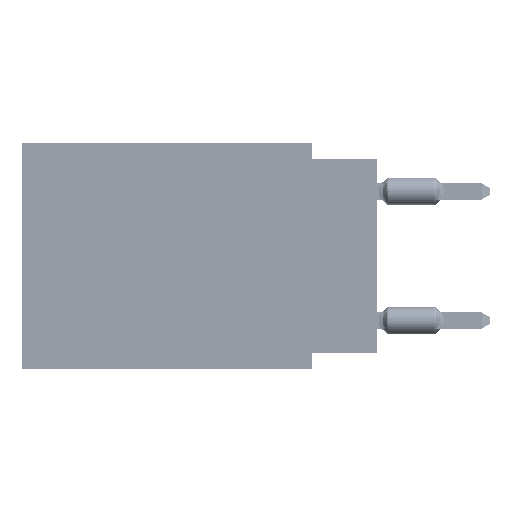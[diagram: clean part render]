
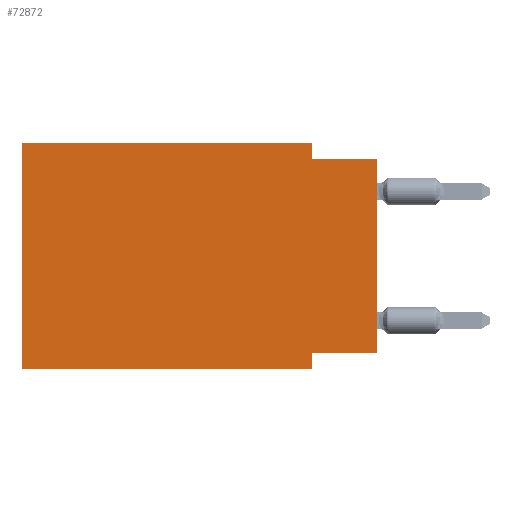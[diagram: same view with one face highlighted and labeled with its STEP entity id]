
A CAD part, left-side view. The second image highlights one B-rep face of the part: STEP entity #72872.
In plain terms, the highlighted planar face has unit normal (-1, 0, 0).
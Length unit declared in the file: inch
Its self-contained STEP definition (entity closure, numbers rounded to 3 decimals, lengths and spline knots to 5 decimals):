
#1546 = CARTESIAN_POINT ( 'NONE',  ( 0., 0.55, -0.35 ) ) ;
#1918 = VERTEX_POINT ( 'NONE', #60451 ) ;
#2000 = VERTEX_POINT ( 'NONE', #42030 ) ;
#2507 = DIRECTION ( 'NONE',  ( 0., -1., 0. ) ) ;
#5577 = CARTESIAN_POINT ( 'NONE',  ( 0., 0., -0.325 ) ) ;
#7489 = ORIENTED_EDGE ( 'NONE', *, *, #36514, .F. ) ;
#9809 = LINE ( 'NONE', #66001, #25204 ) ;
#10410 = VECTOR ( 'NONE', #27796, 39.37008 ) ;
#11327 = VERTEX_POINT ( 'NONE', #1546 ) ;
#12090 = VECTOR ( 'NONE', #46279, 39.37008 ) ;
#12147 = EDGE_CURVE ( 'NONE', #58421, #46713, #12448, .T. ) ;
#12448 = LINE ( 'NONE', #60229, #10410 ) ;
#13125 = LINE ( 'NONE', #71084, #28552 ) ;
#13781 = DIRECTION ( 'NONE',  ( 0., 0., -1. ) ) ;
#14111 = ORIENTED_EDGE ( 'NONE', *, *, #50178, .F. ) ;
#14276 = VECTOR ( 'NONE', #2507, 39.37008 ) ;
#18308 = ORIENTED_EDGE ( 'NONE', *, *, #81034, .F. ) ;
#20279 = LINE ( 'NONE', #57012, #55042 ) ;
#25204 = VECTOR ( 'NONE', #13781, 39.37008 ) ;
#25855 = VECTOR ( 'NONE', #65830, 39.37008 ) ;
#27796 = DIRECTION ( 'NONE',  ( 0., 0., 1. ) ) ;
#28552 = VECTOR ( 'NONE', #45031, 39.37008 ) ;
#29653 = VERTEX_POINT ( 'NONE', #52293 ) ;
#30065 = AXIS2_PLACEMENT_3D ( 'NONE', #38924, #84362, #45477 ) ;
#30681 = VERTEX_POINT ( 'NONE', #37092 ) ;
#31403 = ORIENTED_EDGE ( 'NONE', *, *, #38011, .F. ) ;
#31626 = EDGE_LOOP ( 'NONE', ( #53979, #47081, #31403, #32568, #7489, #32111, #18308, #14111 ) ) ;
#31737 = EDGE_CURVE ( 'NONE', #11327, #30681, #31781, .T. ) ;
#31781 = LINE ( 'NONE', #48321, #14276 ) ;
#32111 = ORIENTED_EDGE ( 'NONE', *, *, #31737, .T. ) ;
#32568 = ORIENTED_EDGE ( 'NONE', *, *, #38086, .F. ) ;
#36514 = EDGE_CURVE ( 'NONE', #11327, #2000, #77795, .T. ) ;
#36879 = DIRECTION ( 'NONE',  ( 0., 0., -1. ) ) ;
#37092 = CARTESIAN_POINT ( 'NONE',  ( 0., 0.1, -0.35 ) ) ;
#37444 = DIRECTION ( 'NONE',  ( 0., -1., 0. ) ) ;
#38011 = EDGE_CURVE ( 'NONE', #29653, #1918, #41861, .T. ) ;
#38086 = EDGE_CURVE ( 'NONE', #2000, #29653, #20279, .T. ) ;
#38924 = CARTESIAN_POINT ( 'NONE',  ( 0., 0.55, 0. ) ) ;
#41861 = LINE ( 'NONE', #75764, #43910 ) ;
#42030 = CARTESIAN_POINT ( 'NONE',  ( 0., 0.55, 0. ) ) ;
#43910 = VECTOR ( 'NONE', #36879, 39.37008 ) ;
#45031 = DIRECTION ( 'NONE',  ( 0., -1., 0. ) ) ;
#45477 = DIRECTION ( 'NONE',  ( 0., 0., -1. ) ) ;
#46279 = DIRECTION ( 'NONE',  ( 0., 1., 0. ) ) ;
#46713 = VERTEX_POINT ( 'NONE', #74465 ) ;
#47081 = ORIENTED_EDGE ( 'NONE', *, *, #56389, .F. ) ;
#48321 = CARTESIAN_POINT ( 'NONE',  ( 0., 0.55, -0.35 ) ) ;
#48960 = LINE ( 'NONE', #65559, #12090 ) ;
#50178 = EDGE_CURVE ( 'NONE', #58421, #69653, #48960, .T. ) ;
#52293 = CARTESIAN_POINT ( 'NONE',  ( 0., 0.1, 0. ) ) ;
#53979 = ORIENTED_EDGE ( 'NONE', *, *, #12147, .T. ) ;
#55042 = VECTOR ( 'NONE', #37444, 39.37008 ) ;
#56389 = EDGE_CURVE ( 'NONE', #1918, #46713, #13125, .T. ) ;
#57012 = CARTESIAN_POINT ( 'NONE',  ( 0., 0.55, 0. ) ) ;
#58421 = VERTEX_POINT ( 'NONE', #5577 ) ;
#60229 = CARTESIAN_POINT ( 'NONE',  ( 0., 0., 0. ) ) ;
#60451 = CARTESIAN_POINT ( 'NONE',  ( 0., 0.1, -0.025 ) ) ;
#65559 = CARTESIAN_POINT ( 'NONE',  ( 0., 0., -0.325 ) ) ;
#65830 = DIRECTION ( 'NONE',  ( 0., 0., 1. ) ) ;
#66001 = CARTESIAN_POINT ( 'NONE',  ( 0., 0.1, -0.35 ) ) ;
#69653 = VERTEX_POINT ( 'NONE', #81318 ) ;
#71084 = CARTESIAN_POINT ( 'NONE',  ( 0., 0., -0.025 ) ) ;
#72302 = CARTESIAN_POINT ( 'NONE',  ( 0., 0.55, 0. ) ) ;
#72872 = ADVANCED_FACE ( 'NONE', ( #81895 ), #77822, .F. ) ;
#74465 = CARTESIAN_POINT ( 'NONE',  ( 0., 0., -0.025 ) ) ;
#75764 = CARTESIAN_POINT ( 'NONE',  ( 0., 0.1, 0. ) ) ;
#77795 = LINE ( 'NONE', #72302, #25855 ) ;
#77822 = PLANE ( 'NONE',  #30065 ) ;
#81034 = EDGE_CURVE ( 'NONE', #69653, #30681, #9809, .T. ) ;
#81318 = CARTESIAN_POINT ( 'NONE',  ( 0., 0.1, -0.325 ) ) ;
#81895 = FACE_OUTER_BOUND ( 'NONE', #31626, .T. ) ;
#84362 = DIRECTION ( 'NONE',  ( 1., 0., 0. ) ) ;
